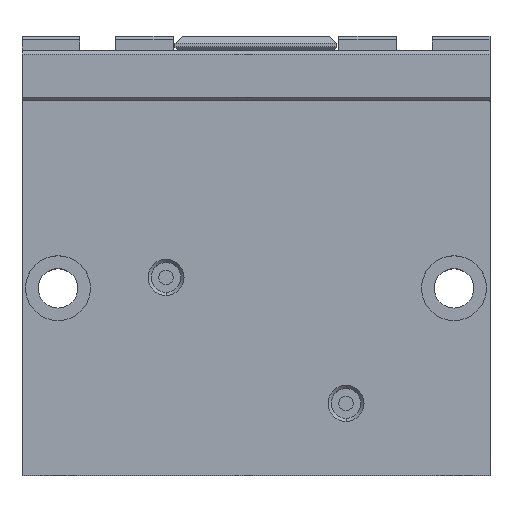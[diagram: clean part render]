
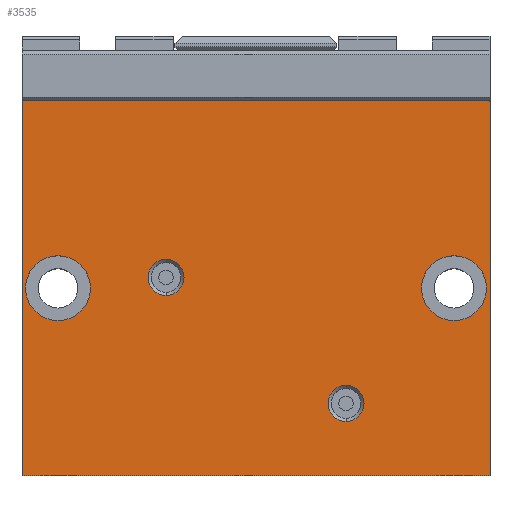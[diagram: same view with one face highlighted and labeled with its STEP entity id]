
A CAD part, top view. The second image highlights one B-rep face of the part: STEP entity #3535.
In plain terms, the highlighted planar face has unit normal (0, 0, 1).
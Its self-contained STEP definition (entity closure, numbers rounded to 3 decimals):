
#1611 = VERTEX_POINT( '', #4680 );
#1759 = VERTEX_POINT( '', #4847 );
#1773 = VERTEX_POINT( '', #4861 );
#1821 = VERTEX_POINT( '', #4916 );
#2207 = VERTEX_POINT( '', #5345 );
#2241 = VERTEX_POINT( '', #5384 );
#2451 = EDGE_CURVE( '', #1759, #2799, #5619, .T. );
#2453 = EDGE_CURVE( '', #4547, #1773, #5621, .T. );
#2535 = EDGE_CURVE( '', #4081, #2241, #5713, .T. );
#2735 = VERTEX_POINT( '', #5927 );
#2799 = VERTEX_POINT( '', #5998 );
#2923 = VERTEX_POINT( '', #6139 );
#3003 = EDGE_CURVE( '', #1773, #4547, #6228, .T. );
#3087 = VERTEX_POINT( '', #6321 );
#3153 = VERTEX_POINT( '', #6396 );
#3493 = EDGE_CURVE( '', #1821, #1759, #6780, .T. );
#3535 = ADVANCED_FACE( '', ( #6828, #6829, #6830, #6831, #6832 ), #6833, .T. );
#3601 = EDGE_CURVE( '', #2735, #3153, #6906, .T. );
#3647 = EDGE_CURVE( '', #3781, #2207, #6956, .T. );
#3689 = EDGE_CURVE( '', #1611, #2923, #7001, .T. );
#3723 = EDGE_CURVE( '', #3087, #3781, #7042, .T. );
#3729 = EDGE_CURVE( '', #2207, #1821, #7048, .T. );
#3781 = VERTEX_POINT( '', #7103 );
#3791 = EDGE_CURVE( '', #3087, #2735, #7113, .T. );
#3851 = EDGE_CURVE( '', #4571, #4421, #7180, .T. );
#3973 = EDGE_CURVE( '', #2241, #4081, #7315, .T. );
#4081 = VERTEX_POINT( '', #7440 );
#4119 = EDGE_CURVE( '', #2799, #3153, #7484, .T. );
#4181 = EDGE_CURVE( '', #2923, #1611, #7550, .T. );
#4207 = EDGE_CURVE( '', #4421, #4571, #7581, .T. );
#4421 = VERTEX_POINT( '', #7813 );
#4547 = VERTEX_POINT( '', #7952 );
#4571 = VERTEX_POINT( '', #7978 );
#4680 = CARTESIAN_POINT( '', ( 12.5, 12.5, 20. ) );
#4847 = CARTESIAN_POINT( '', ( -32.49, 51.99, 20. ) );
#4861 = CARTESIAN_POINT( '', ( -12.5, 25., 20. ) );
#4916 = CARTESIAN_POINT( '', ( -32.49, 52., 20. ) );
#5345 = CARTESIAN_POINT( '', ( 32.49, 52., 20. ) );
#5384 = CARTESIAN_POINT( '', ( 23., 26., 20. ) );
#5619 = LINE( '', #9397, #9398 );
#5621 = CIRCLE( '', #9401, 2.5 );
#5713 = CIRCLE( '', #9519, 4.5 );
#5927 = CARTESIAN_POINT( '', ( 32.5, 0., 20. ) );
#5998 = CARTESIAN_POINT( '', ( -32.5, 51.99, 20. ) );
#6139 = CARTESIAN_POINT( '', ( 12.5, 7.5, 20. ) );
#6228 = CIRCLE( '', #10247, 2.5 );
#6321 = CARTESIAN_POINT( '', ( 32.5, 51.99, 20. ) );
#6396 = CARTESIAN_POINT( '', ( -32.5, 0., 20. ) );
#6780 = LINE( '', #11031, #11032 );
#6828 = FACE_BOUND( '', #11092, .T. );
#6829 = FACE_BOUND( '', #11093, .T. );
#6830 = FACE_BOUND( '', #11094, .T. );
#6831 = FACE_BOUND( '', #11095, .T. );
#6832 = FACE_OUTER_BOUND( '', #11096, .T. );
#6833 = PLANE( '', #11097 );
#6906 = LINE( '', #11201, #11202 );
#6956 = LINE( '', #11273, #11274 );
#7001 = CIRCLE( '', #11335, 2.5 );
#7042 = LINE( '', #11395, #11396 );
#7048 = LINE( '', #11407, #11408 );
#7103 = CARTESIAN_POINT( '', ( 32.49, 51.99, 20. ) );
#7113 = LINE( '', #11521, #11522 );
#7180 = CIRCLE( '', #11618, 4.5 );
#7315 = CIRCLE( '', #11829, 4.5 );
#7440 = CARTESIAN_POINT( '', ( 32., 26., 20. ) );
#7484 = LINE( '', #12049, #12050 );
#7550 = CIRCLE( '', #12151, 2.5 );
#7581 = CIRCLE( '', #12193, 4.5 );
#7813 = CARTESIAN_POINT( '', ( -32., 26., 20. ) );
#7952 = CARTESIAN_POINT( '', ( -12.5, 30., 20. ) );
#7978 = CARTESIAN_POINT( '', ( -23., 26., 20. ) );
#9397 = CARTESIAN_POINT( '', ( 16.25, 51.99, 20. ) );
#9398 = VECTOR( '', #13947, 1. );
#9401 = AXIS2_PLACEMENT_3D( '', #13948, #13949, #13950 );
#9519 = AXIS2_PLACEMENT_3D( '', #14055, #14056, #14057 );
#10247 = AXIS2_PLACEMENT_3D( '', #14593, #14594, #14595 );
#11031 = CARTESIAN_POINT( '', ( -32.49, 52., 20. ) );
#11032 = VECTOR( '', #15266, 1. );
#11092 = EDGE_LOOP( '', ( #15322, #15323 ) );
#11093 = EDGE_LOOP( '', ( #15324, #15325 ) );
#11094 = EDGE_LOOP( '', ( #15326, #15327 ) );
#11095 = EDGE_LOOP( '', ( #15328, #15329 ) );
#11096 = EDGE_LOOP( '', ( #15330, #15331, #15332, #15333, #15334, #15335, #15336, #15337 ) );
#11097 = AXIS2_PLACEMENT_3D( '', #15338, #15339, #15340 );
#11201 = CARTESIAN_POINT( '', ( 32.5, 0., 20. ) );
#11202 = VECTOR( '', #15414, 1. );
#11273 = CARTESIAN_POINT( '', ( 32.49, 52., 20. ) );
#11274 = VECTOR( '', #15475, 1. );
#11335 = AXIS2_PLACEMENT_3D( '', #15526, #15527, #15528 );
#11395 = CARTESIAN_POINT( '', ( 16.25, 51.99, 20. ) );
#11396 = VECTOR( '', #15597, 1. );
#11407 = CARTESIAN_POINT( '', ( 32.5, 52., 20. ) );
#11408 = VECTOR( '', #15600, 1. );
#11521 = CARTESIAN_POINT( '', ( 32.5, 52., 20. ) );
#11522 = VECTOR( '', #15642, 1. );
#11618 = AXIS2_PLACEMENT_3D( '', #15724, #15725, #15726 );
#11829 = AXIS2_PLACEMENT_3D( '', #15898, #15899, #15900 );
#12049 = CARTESIAN_POINT( '', ( -32.5, 52., 20. ) );
#12050 = VECTOR( '', #16141, 1. );
#12151 = AXIS2_PLACEMENT_3D( '', #16205, #16206, #16207 );
#12193 = AXIS2_PLACEMENT_3D( '', #16265, #16266, #16267 );
#13947 = DIRECTION( '', ( -1., 0., 0. ) );
#13948 = CARTESIAN_POINT( '', ( -12.5, 27.5, 20. ) );
#13949 = DIRECTION( '', ( 0., 0., -1. ) );
#13950 = DIRECTION( '', ( 0., 1., 0. ) );
#14055 = CARTESIAN_POINT( '', ( 27.5, 26., 20. ) );
#14056 = DIRECTION( '', ( 0., 0., -1. ) );
#14057 = DIRECTION( '', ( 1., 0., 0. ) );
#14593 = CARTESIAN_POINT( '', ( -12.5, 27.5, 20. ) );
#14594 = DIRECTION( '', ( 0., 0., -1. ) );
#14595 = DIRECTION( '', ( 0., 1., 0. ) );
#15266 = DIRECTION( '', ( 0., -1., 0. ) );
#15322 = ORIENTED_EDGE( '', *, *, #2535, .T. );
#15323 = ORIENTED_EDGE( '', *, *, #3973, .T. );
#15324 = ORIENTED_EDGE( '', *, *, #3851, .T. );
#15325 = ORIENTED_EDGE( '', *, *, #4207, .T. );
#15326 = ORIENTED_EDGE( '', *, *, #3689, .T. );
#15327 = ORIENTED_EDGE( '', *, *, #4181, .T. );
#15328 = ORIENTED_EDGE( '', *, *, #2453, .T. );
#15329 = ORIENTED_EDGE( '', *, *, #3003, .T. );
#15330 = ORIENTED_EDGE( '', *, *, #3723, .T. );
#15331 = ORIENTED_EDGE( '', *, *, #3647, .T. );
#15332 = ORIENTED_EDGE( '', *, *, #3729, .T. );
#15333 = ORIENTED_EDGE( '', *, *, #3493, .T. );
#15334 = ORIENTED_EDGE( '', *, *, #2451, .T. );
#15335 = ORIENTED_EDGE( '', *, *, #4119, .T. );
#15336 = ORIENTED_EDGE( '', *, *, #3601, .F. );
#15337 = ORIENTED_EDGE( '', *, *, #3791, .F. );
#15338 = CARTESIAN_POINT( '', ( 32.5, 52., 20. ) );
#15339 = DIRECTION( '', ( 0., 0., 1. ) );
#15340 = DIRECTION( '', ( 0., 1., 0. ) );
#15414 = DIRECTION( '', ( -1., 0., 0. ) );
#15475 = DIRECTION( '', ( 0., 1., 0. ) );
#15526 = CARTESIAN_POINT( '', ( 12.5, 10., 20. ) );
#15527 = DIRECTION( '', ( 0., 0., -1. ) );
#15528 = DIRECTION( '', ( 0., 1., 0. ) );
#15597 = DIRECTION( '', ( -1., 0., 0. ) );
#15600 = DIRECTION( '', ( -1., 0., 0. ) );
#15642 = DIRECTION( '', ( 0., -1., 0. ) );
#15724 = CARTESIAN_POINT( '', ( -27.5, 26., 20. ) );
#15725 = DIRECTION( '', ( 0., 0., -1. ) );
#15726 = DIRECTION( '', ( 1., 0., 0. ) );
#15898 = CARTESIAN_POINT( '', ( 27.5, 26., 20. ) );
#15899 = DIRECTION( '', ( 0., 0., -1. ) );
#15900 = DIRECTION( '', ( 1., 0., 0. ) );
#16141 = DIRECTION( '', ( 0., -1., 0. ) );
#16205 = CARTESIAN_POINT( '', ( 12.5, 10., 20. ) );
#16206 = DIRECTION( '', ( 0., 0., -1. ) );
#16207 = DIRECTION( '', ( 0., 1., 0. ) );
#16265 = CARTESIAN_POINT( '', ( -27.5, 26., 20. ) );
#16266 = DIRECTION( '', ( 0., 0., -1. ) );
#16267 = DIRECTION( '', ( 1., 0., 0. ) );
